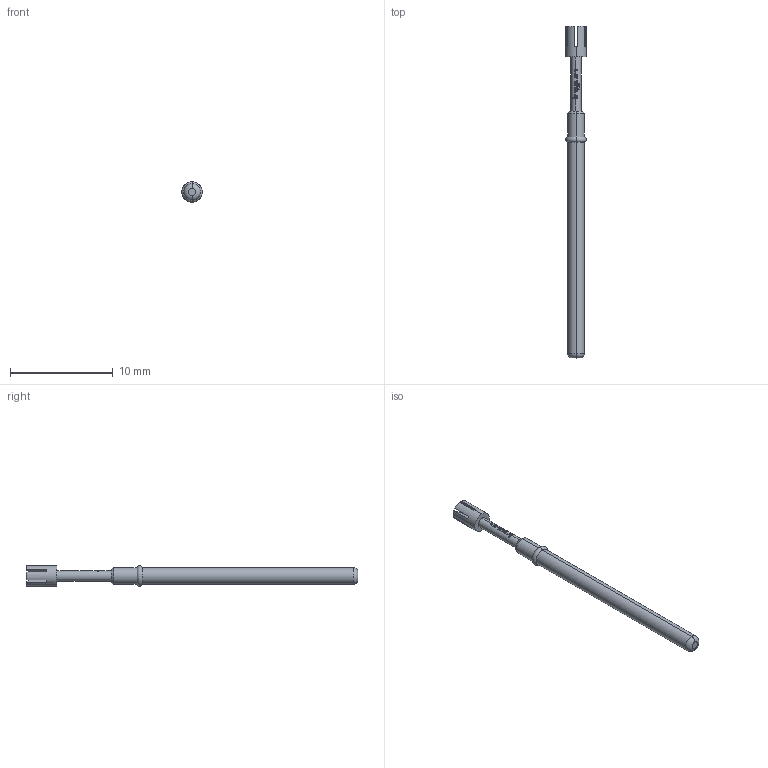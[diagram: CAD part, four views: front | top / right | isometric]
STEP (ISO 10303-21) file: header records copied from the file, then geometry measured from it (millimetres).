
FILE_DESCRIPTION (( 'STEP AP203' ), '1' );
FILE_NAME ('INGUN_GKS-112_319_200_A_xx03.STEP', '2021-12-22T09:22:05', ( 'ochi' ), ( '' ), 'SwSTEP 2.0', 'SolidWorks 2018', '' );
FILE_SCHEMA (( 'CONFIG_CONTROL_DESIGN' ));
Length unit declared in the file: millimetre
Products named in the file (1): INGUN_GKS-112_319_200_A_xx03
Bounding box: 2 x 32.3 x 2 mm (x, y, z)
Volume: 61.9 mm3; surface area: 181.5 mm2
Topology: 1 solids, 1 shells, 114 faces, 319 edges, 210 vertices
Faces by surface type: bspline 61, cylinder 18, plane 17, cone 14, torus 4
Entity records: 4822 total; most frequent: CARTESIAN_POINT 2407, ORIENTED_EDGE 638, EDGE_CURVE 319, DIRECTION 241, B_SPLINE_CURVE_WITH_KNOTS 228, VERTEX_POINT 210, EDGE_LOOP 117, FACE_OUTER_BOUND 114
